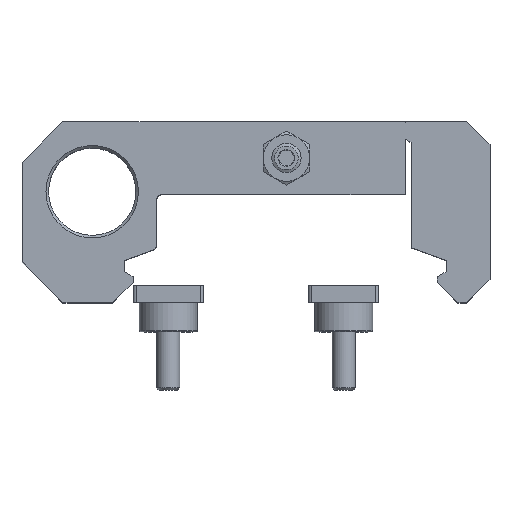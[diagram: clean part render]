
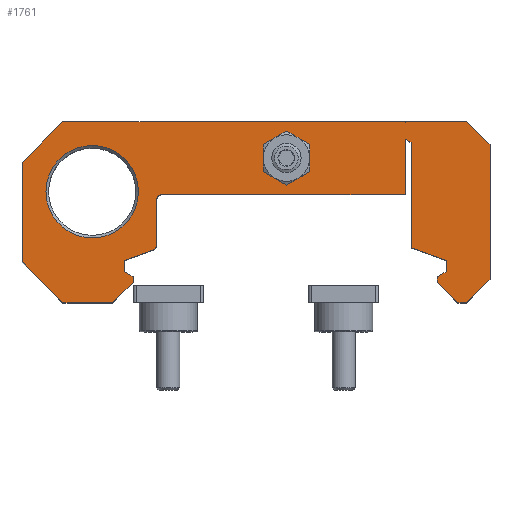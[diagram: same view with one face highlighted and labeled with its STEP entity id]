
A CAD part, top view. The second image highlights one B-rep face of the part: STEP entity #1761.
In plain terms, the highlighted face is planar.
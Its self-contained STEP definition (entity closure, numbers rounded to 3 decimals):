
#129=CIRCLE('',#1906,1.);
#131=CIRCLE('',#1912,1.);
#136=CIRCLE('',#1943,2.5);
#137=CIRCLE('',#1944,7.9);
#138=CIRCLE('',#1945,0.2);
#350=ORIENTED_EDGE('',*,*,#768,.F.);
#351=ORIENTED_EDGE('',*,*,#769,.F.);
#352=ORIENTED_EDGE('',*,*,#698,.F.);
#353=ORIENTED_EDGE('',*,*,#770,.F.);
#354=ORIENTED_EDGE('',*,*,#771,.T.);
#355=ORIENTED_EDGE('',*,*,#704,.F.);
#356=ORIENTED_EDGE('',*,*,#760,.F.);
#357=ORIENTED_EDGE('',*,*,#757,.F.);
#358=ORIENTED_EDGE('',*,*,#754,.F.);
#359=ORIENTED_EDGE('',*,*,#751,.F.);
#360=ORIENTED_EDGE('',*,*,#748,.F.);
#361=ORIENTED_EDGE('',*,*,#745,.F.);
#362=ORIENTED_EDGE('',*,*,#742,.F.);
#363=ORIENTED_EDGE('',*,*,#739,.F.);
#364=ORIENTED_EDGE('',*,*,#736,.F.);
#365=ORIENTED_EDGE('',*,*,#692,.F.);
#366=ORIENTED_EDGE('',*,*,#689,.F.);
#367=ORIENTED_EDGE('',*,*,#681,.T.);
#368=ORIENTED_EDGE('',*,*,#677,.F.);
#369=ORIENTED_EDGE('',*,*,#667,.F.);
#370=ORIENTED_EDGE('',*,*,#733,.F.);
#371=ORIENTED_EDGE('',*,*,#730,.F.);
#372=ORIENTED_EDGE('',*,*,#727,.F.);
#373=ORIENTED_EDGE('',*,*,#724,.F.);
#374=ORIENTED_EDGE('',*,*,#721,.F.);
#375=ORIENTED_EDGE('',*,*,#718,.F.);
#376=ORIENTED_EDGE('',*,*,#715,.F.);
#377=ORIENTED_EDGE('',*,*,#712,.F.);
#378=ORIENTED_EDGE('',*,*,#709,.F.);
#379=ORIENTED_EDGE('',*,*,#705,.F.);
#380=ORIENTED_EDGE('',*,*,#762,.F.);
#667=EDGE_CURVE('',#905,#906,#1069,.T.);
#677=EDGE_CURVE('',#906,#914,#1077,.T.);
#681=EDGE_CURVE('',#916,#914,#129,.T.);
#689=EDGE_CURVE('',#916,#922,#1085,.T.);
#692=EDGE_CURVE('',#922,#924,#131,.T.);
#698=EDGE_CURVE('',#928,#929,#1090,.T.);
#704=EDGE_CURVE('',#934,#932,#1096,.T.);
#705=EDGE_CURVE('',#935,#936,#1097,.T.);
#709=EDGE_CURVE('',#936,#939,#1101,.T.);
#712=EDGE_CURVE('',#939,#941,#1104,.T.);
#715=EDGE_CURVE('',#941,#943,#1107,.T.);
#718=EDGE_CURVE('',#943,#945,#1110,.T.);
#721=EDGE_CURVE('',#945,#947,#1113,.T.);
#724=EDGE_CURVE('',#947,#949,#1116,.T.);
#727=EDGE_CURVE('',#949,#951,#1119,.T.);
#730=EDGE_CURVE('',#951,#953,#1122,.T.);
#733=EDGE_CURVE('',#953,#905,#1125,.T.);
#736=EDGE_CURVE('',#924,#955,#1127,.T.);
#739=EDGE_CURVE('',#955,#957,#1130,.T.);
#742=EDGE_CURVE('',#957,#959,#1133,.T.);
#745=EDGE_CURVE('',#959,#961,#1136,.T.);
#748=EDGE_CURVE('',#961,#963,#1139,.T.);
#751=EDGE_CURVE('',#963,#965,#1142,.T.);
#754=EDGE_CURVE('',#965,#967,#1145,.T.);
#757=EDGE_CURVE('',#967,#969,#1148,.T.);
#760=EDGE_CURVE('',#969,#934,#1151,.T.);
#762=EDGE_CURVE('',#929,#935,#1153,.T.);
#768=EDGE_CURVE('',#974,#974,#136,.T.);
#769=EDGE_CURVE('',#975,#975,#137,.F.);
#770=EDGE_CURVE('',#976,#928,#138,.T.);
#771=EDGE_CURVE('',#976,#932,#1156,.T.);
#905=VERTEX_POINT('',#2601);
#906=VERTEX_POINT('',#2603);
#914=VERTEX_POINT('',#2623);
#916=VERTEX_POINT('',#2628);
#922=VERTEX_POINT('',#2657);
#924=VERTEX_POINT('',#2668);
#928=VERTEX_POINT('',#2684);
#929=VERTEX_POINT('',#2686);
#932=VERTEX_POINT('',#2693);
#934=VERTEX_POINT('',#2697);
#935=VERTEX_POINT('',#2701);
#936=VERTEX_POINT('',#2702);
#939=VERTEX_POINT('',#2710);
#941=VERTEX_POINT('',#2716);
#943=VERTEX_POINT('',#2722);
#945=VERTEX_POINT('',#2728);
#947=VERTEX_POINT('',#2734);
#949=VERTEX_POINT('',#2740);
#951=VERTEX_POINT('',#2746);
#953=VERTEX_POINT('',#2752);
#955=VERTEX_POINT('',#2762);
#957=VERTEX_POINT('',#2768);
#959=VERTEX_POINT('',#2774);
#961=VERTEX_POINT('',#2780);
#963=VERTEX_POINT('',#2786);
#965=VERTEX_POINT('',#2792);
#967=VERTEX_POINT('',#2798);
#969=VERTEX_POINT('',#2804);
#974=VERTEX_POINT('',#2824);
#975=VERTEX_POINT('',#2826);
#976=VERTEX_POINT('',#2828);
#1069=LINE('',#2602,#1218);
#1077=LINE('',#2622,#1226);
#1085=LINE('',#2656,#1234);
#1090=LINE('',#2685,#1239);
#1096=LINE('',#2698,#1245);
#1097=LINE('',#2700,#1246);
#1101=LINE('',#2709,#1250);
#1104=LINE('',#2715,#1253);
#1107=LINE('',#2721,#1256);
#1110=LINE('',#2727,#1259);
#1113=LINE('',#2733,#1262);
#1116=LINE('',#2739,#1265);
#1119=LINE('',#2745,#1268);
#1122=LINE('',#2751,#1271);
#1125=LINE('',#2757,#1274);
#1127=LINE('',#2761,#1276);
#1130=LINE('',#2767,#1279);
#1133=LINE('',#2773,#1282);
#1136=LINE('',#2779,#1285);
#1139=LINE('',#2785,#1288);
#1142=LINE('',#2791,#1291);
#1145=LINE('',#2797,#1294);
#1148=LINE('',#2803,#1297);
#1151=LINE('',#2809,#1300);
#1153=LINE('',#2812,#1302);
#1156=LINE('',#2829,#1305);
#1218=VECTOR('',#2088,1000.);
#1226=VECTOR('',#2104,1000.);
#1234=VECTOR('',#2124,1000.);
#1239=VECTOR('',#2139,1000.);
#1245=VECTOR('',#2147,1000.);
#1246=VECTOR('',#2150,1000.);
#1250=VECTOR('',#2156,1000.);
#1253=VECTOR('',#2161,1000.);
#1256=VECTOR('',#2166,1000.);
#1259=VECTOR('',#2171,1000.);
#1262=VECTOR('',#2176,1000.);
#1265=VECTOR('',#2181,1000.);
#1268=VECTOR('',#2186,1000.);
#1271=VECTOR('',#2191,1000.);
#1274=VECTOR('',#2196,1000.);
#1276=VECTOR('',#2202,1000.);
#1279=VECTOR('',#2207,1000.);
#1282=VECTOR('',#2212,1000.);
#1285=VECTOR('',#2217,1000.);
#1288=VECTOR('',#2222,1000.);
#1291=VECTOR('',#2227,1000.);
#1294=VECTOR('',#2232,1000.);
#1297=VECTOR('',#2237,1000.);
#1300=VECTOR('',#2242,1000.);
#1302=VECTOR('',#2246,1000.);
#1305=VECTOR('',#2265,1000.);
#1397=EDGE_LOOP('',(#350));
#1398=EDGE_LOOP('',(#351));
#1399=EDGE_LOOP('',(#352,#353,#354,#355,#356,#357,#358,#359,#360,#361,#362,
#363,#364,#365,#366,#367,#368,#369,#370,#371,#372,#373,#374,#375,#376,#377,
#378,#379,#380));
#1544=FACE_BOUND('',#1397,.T.);
#1545=FACE_BOUND('',#1398,.T.);
#1546=FACE_BOUND('',#1399,.T.);
#1686=PLANE('',#1942);
#1761=ADVANCED_FACE('',(#1544,#1545,#1546),#1686,.F.);
#1906=AXIS2_PLACEMENT_3D('',#2635,#2109,#2110);
#1912=AXIS2_PLACEMENT_3D('',#2667,#2128,#2129);
#1942=AXIS2_PLACEMENT_3D('',#2822,#2257,#2258);
#1943=AXIS2_PLACEMENT_3D('',#2823,#2259,#2260);
#1944=AXIS2_PLACEMENT_3D('',#2825,#2261,#2262);
#1945=AXIS2_PLACEMENT_3D('',#2827,#2263,#2264);
#2088=DIRECTION('',(0.,-1.,0.));
#2104=DIRECTION('',(1.,0.,0.));
#2109=DIRECTION('',(0.,0.,1.));
#2110=DIRECTION('',(1.,0.,0.));
#2124=DIRECTION('',(0.,-1.,0.));
#2128=DIRECTION('',(0.,0.,1.));
#2129=DIRECTION('',(1.,0.,0.));
#2139=DIRECTION('',(-1.,0.,0.));
#2147=DIRECTION('',(-1.,0.,0.));
#2150=DIRECTION('',(0.,-1.,0.));
#2156=DIRECTION('',(0.707,-0.707,0.));
#2161=DIRECTION('',(1.,0.,0.));
#2166=DIRECTION('',(0.707,0.707,0.));
#2171=DIRECTION('',(0.,1.,0.));
#2176=DIRECTION('',(-0.866,0.5,0.));
#2181=DIRECTION('',(0.,1.,0.));
#2186=DIRECTION('',(0.94,0.342,0.));
#2191=DIRECTION('',(0.,1.,0.));
#2196=DIRECTION('',(0.866,0.5,0.));
#2202=DIRECTION('',(0.94,-0.342,0.));
#2207=DIRECTION('',(0.,-1.,0.));
#2212=DIRECTION('',(-0.866,-0.5,0.));
#2217=DIRECTION('',(0.,-1.,0.));
#2222=DIRECTION('',(0.707,-0.707,0.));
#2227=DIRECTION('',(1.,0.,0.));
#2232=DIRECTION('',(0.707,0.707,0.));
#2237=DIRECTION('',(0.,1.,0.));
#2242=DIRECTION('',(-0.707,0.707,0.));
#2246=DIRECTION('',(-0.707,-0.707,0.));
#2257=DIRECTION('',(0.,0.,1.));
#2258=DIRECTION('',(1.,0.,0.));
#2259=DIRECTION('',(0.,0.,-1.));
#2260=DIRECTION('',(-1.,0.,0.));
#2261=DIRECTION('',(0.,0.,1.));
#2262=DIRECTION('',(1.,0.,0.));
#2263=DIRECTION('',(0.,0.,1.));
#2264=DIRECTION('',(1.,0.,0.));
#2265=DIRECTION('',(0.,1.,0.));
#2601=CARTESIAN_POINT('',(14.5,28.,0.));
#2602=CARTESIAN_POINT('',(14.5,28.,0.));
#2603=CARTESIAN_POINT('',(14.5,18.5,0.));
#2622=CARTESIAN_POINT('',(14.5,18.5,0.));
#2623=CARTESIAN_POINT('',(56.,18.5,0.));
#2628=CARTESIAN_POINT('',(57.,17.5,0.));
#2635=CARTESIAN_POINT('',(56.,17.5,0.));
#2656=CARTESIAN_POINT('',(57.,17.5,0.));
#2657=CARTESIAN_POINT('',(57.,9.93,0.));
#2667=CARTESIAN_POINT('',(58.,9.93,0.));
#2668=CARTESIAN_POINT('',(57.658,8.99,0.));
#2684=CARTESIAN_POINT('',(14.3,31.,0.));
#2685=CARTESIAN_POINT('',(73.,31.,0.));
#2686=CARTESIAN_POINT('',(4.,31.,0.));
#2693=CARTESIAN_POINT('',(14.5,31.,0.));
#2697=CARTESIAN_POINT('',(73.,31.,0.));
#2698=CARTESIAN_POINT('',(73.,31.,0.));
#2700=CARTESIAN_POINT('',(0.,27.,0.));
#2701=CARTESIAN_POINT('',(0.,27.,0.));
#2702=CARTESIAN_POINT('',(0.,4.,0.));
#2709=CARTESIAN_POINT('',(0.,4.,0.));
#2710=CARTESIAN_POINT('',(4.,0.,0.));
#2715=CARTESIAN_POINT('',(4.,0.,0.));
#2716=CARTESIAN_POINT('',(5.5,0.,0.));
#2721=CARTESIAN_POINT('',(5.5,0.,0.));
#2722=CARTESIAN_POINT('',(9.,3.5,0.));
#2727=CARTESIAN_POINT('',(9.,3.5,0.));
#2728=CARTESIAN_POINT('',(9.,4.479,0.));
#2733=CARTESIAN_POINT('',(9.,4.479,0.));
#2734=CARTESIAN_POINT('',(7.5,5.345,0.));
#2739=CARTESIAN_POINT('',(7.5,5.345,0.));
#2740=CARTESIAN_POINT('',(7.5,7.228,0.));
#2745=CARTESIAN_POINT('',(7.5,7.228,0.));
#2746=CARTESIAN_POINT('',(13.5,9.412,0.));
#2751=CARTESIAN_POINT('',(13.5,9.412,0.));
#2752=CARTESIAN_POINT('',(13.5,27.423,0.));
#2757=CARTESIAN_POINT('',(13.5,27.423,0.));
#2761=CARTESIAN_POINT('',(57.658,8.99,0.));
#2762=CARTESIAN_POINT('',(62.5,7.228,0.));
#2767=CARTESIAN_POINT('',(62.5,7.228,0.));
#2768=CARTESIAN_POINT('',(62.5,5.345,0.));
#2773=CARTESIAN_POINT('',(62.5,5.345,0.));
#2774=CARTESIAN_POINT('',(61.,4.479,0.));
#2779=CARTESIAN_POINT('',(61.,4.479,0.));
#2780=CARTESIAN_POINT('',(61.,3.5,0.));
#2785=CARTESIAN_POINT('',(61.,3.5,0.));
#2786=CARTESIAN_POINT('',(64.5,0.,0.));
#2791=CARTESIAN_POINT('',(64.5,0.,0.));
#2792=CARTESIAN_POINT('',(73.,0.,0.));
#2797=CARTESIAN_POINT('',(73.,0.,0.));
#2798=CARTESIAN_POINT('',(80.,7.,0.));
#2803=CARTESIAN_POINT('',(80.,7.,0.));
#2804=CARTESIAN_POINT('',(80.,24.,0.));
#2809=CARTESIAN_POINT('',(80.,24.,0.));
#2812=CARTESIAN_POINT('',(4.,31.,0.));
#2822=CARTESIAN_POINT('',(56.,17.5,0.));
#2823=CARTESIAN_POINT('',(34.8,24.75,0.));
#2824=CARTESIAN_POINT('',(32.3,24.75,0.));
#2825=CARTESIAN_POINT('',(68.,19.,0.));
#2826=CARTESIAN_POINT('',(75.9,19.,0.));
#2827=CARTESIAN_POINT('',(14.3,30.8,0.));
#2828=CARTESIAN_POINT('',(14.5,30.8,0.));
#2829=CARTESIAN_POINT('',(14.5,30.8,0.));
